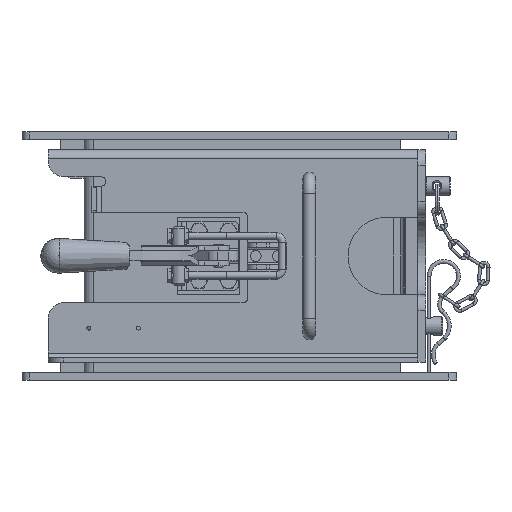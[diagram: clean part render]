
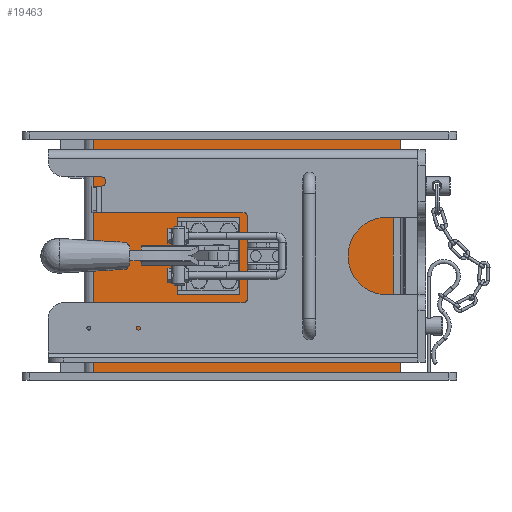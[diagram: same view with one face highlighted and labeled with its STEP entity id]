
A CAD part, left-side view. The second image highlights one B-rep face of the part: STEP entity #19463.
In plain terms, the highlighted planar face has unit normal (-1, 0, 0).
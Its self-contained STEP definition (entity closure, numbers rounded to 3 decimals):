
#896=LINE('',#35566,#1902);
#900=LINE('',#35573,#1906);
#903=LINE('',#35579,#1909);
#905=LINE('',#35582,#1911);
#926=LINE('',#35647,#1932);
#935=LINE('',#35679,#1941);
#946=LINE('',#35712,#1952);
#949=LINE('',#35721,#1955);
#952=LINE('',#35727,#1958);
#981=LINE('',#35803,#1987);
#990=LINE('',#35857,#1996);
#991=LINE('',#35858,#1997);
#1902=VECTOR('',#26040,10.);
#1906=VECTOR('',#26046,10.);
#1909=VECTOR('',#26051,10.);
#1911=VECTOR('',#26055,10.);
#1932=VECTOR('',#26112,10.);
#1941=VECTOR('',#26139,10.);
#1952=VECTOR('',#26166,10.);
#1955=VECTOR('',#26173,10.);
#1958=VECTOR('',#26182,10.);
#1987=VECTOR('',#26265,10.);
#1996=VECTOR('',#26326,10.);
#1997=VECTOR('',#26327,10.);
#2860=PLANE('',#21509);
#4010=FACE_BOUND('',#6695,.T.);
#5108=FACE_OUTER_BOUND('',#6694,.T.);
#6694=EDGE_LOOP('',(#16219,#16220,#16221,#16222,#16223,#16224,#16225,#16226));
#6695=EDGE_LOOP('',(#16227,#16228,#16229,#16230));
#9419=VERTEX_POINT('',#35563);
#9420=VERTEX_POINT('',#35565);
#9422=VERTEX_POINT('',#35571);
#9424=VERTEX_POINT('',#35577);
#9449=VERTEX_POINT('',#35645);
#9450=VERTEX_POINT('',#35646);
#9464=VERTEX_POINT('',#35677);
#9468=VERTEX_POINT('',#35690);
#9478=VERTEX_POINT('',#35710);
#9482=VERTEX_POINT('',#35719);
#9502=VERTEX_POINT('',#35802);
#9521=VERTEX_POINT('',#35856);
#11702=EDGE_CURVE('',#9420,#9419,#896,.T.);
#11706=EDGE_CURVE('',#9419,#9422,#900,.T.);
#11709=EDGE_CURVE('',#9422,#9424,#903,.T.);
#11711=EDGE_CURVE('',#9424,#9420,#905,.T.);
#11740=EDGE_CURVE('',#9449,#9450,#926,.T.);
#11756=EDGE_CURVE('',#9464,#9449,#935,.T.);
#11772=EDGE_CURVE('',#9464,#9478,#946,.T.);
#11777=EDGE_CURVE('',#9468,#9482,#949,.T.);
#11780=EDGE_CURVE('',#9450,#9482,#952,.T.);
#11818=EDGE_CURVE('',#9468,#9502,#981,.T.);
#11844=EDGE_CURVE('',#9521,#9478,#990,.T.);
#11845=EDGE_CURVE('',#9502,#9521,#991,.T.);
#16219=ORIENTED_EDGE('',*,*,#11818,.F.);
#16220=ORIENTED_EDGE('',*,*,#11777,.T.);
#16221=ORIENTED_EDGE('',*,*,#11780,.F.);
#16222=ORIENTED_EDGE('',*,*,#11740,.F.);
#16223=ORIENTED_EDGE('',*,*,#11756,.F.);
#16224=ORIENTED_EDGE('',*,*,#11772,.T.);
#16225=ORIENTED_EDGE('',*,*,#11844,.F.);
#16226=ORIENTED_EDGE('',*,*,#11845,.F.);
#16227=ORIENTED_EDGE('',*,*,#11702,.T.);
#16228=ORIENTED_EDGE('',*,*,#11706,.T.);
#16229=ORIENTED_EDGE('',*,*,#11709,.T.);
#16230=ORIENTED_EDGE('',*,*,#11711,.T.);
#19463=ADVANCED_FACE('',(#5108,#4010),#2860,.T.);
#21509=AXIS2_PLACEMENT_3D('',#35855,#26324,#26325);
#26040=DIRECTION('',(0.,0.,1.));
#26046=DIRECTION('',(0.,-1.,0.));
#26051=DIRECTION('',(0.,0.,-1.));
#26055=DIRECTION('',(0.,1.,0.));
#26112=DIRECTION('',(0.,0.,-1.));
#26139=DIRECTION('',(0.,1.,0.));
#26166=DIRECTION('',(0.,0.,1.));
#26173=DIRECTION('',(0.,0.,1.));
#26182=DIRECTION('',(0.,-1.,0.));
#26265=DIRECTION('',(0.,1.,0.));
#26324=DIRECTION('center_axis',(-1.,0.,0.));
#26325=DIRECTION('ref_axis',(0.,0.,1.));
#26326=DIRECTION('',(0.,-1.,0.));
#26327=DIRECTION('',(0.,0.,1.));
#35563=CARTESIAN_POINT('',(-101.,40.,105.));
#35565=CARTESIAN_POINT('',(-101.,40.,55.));
#35566=CARTESIAN_POINT('',(-101.,40.,107.5));
#35571=CARTESIAN_POINT('',(-101.,0.,105.));
#35573=CARTESIAN_POINT('',(-101.,70.,105.));
#35577=CARTESIAN_POINT('',(-101.,0.,55.));
#35579=CARTESIAN_POINT('',(-101.,0.,132.5));
#35582=CARTESIAN_POINT('',(-101.,50.,55.));
#35645=CARTESIAN_POINT('',(-101.,-99.,145.2));
#35646=CARTESIAN_POINT('',(-101.,-99.,14.8));
#35647=CARTESIAN_POINT('',(-101.,-99.,160.));
#35677=CARTESIAN_POINT('',(-101.,-104.,145.2));
#35679=CARTESIAN_POINT('',(-101.,-99.,145.2));
#35690=CARTESIAN_POINT('',(-101.,-104.,5.));
#35710=CARTESIAN_POINT('',(-101.,-104.,155.));
#35712=CARTESIAN_POINT('',(-101.,-104.,145.));
#35719=CARTESIAN_POINT('',(-101.,-104.,14.8));
#35721=CARTESIAN_POINT('',(-101.,-104.,0.));
#35727=CARTESIAN_POINT('',(-101.,-99.,14.8));
#35802=CARTESIAN_POINT('',(-101.,94.,5.));
#35803=CARTESIAN_POINT('',(-101.,-52.,5.));
#35855=CARTESIAN_POINT('Origin',(-101.,100.,160.));
#35856=CARTESIAN_POINT('',(-101.,94.,155.));
#35857=CARTESIAN_POINT('',(-101.,-49.5,155.));
#35858=CARTESIAN_POINT('',(-101.,94.,160.));
